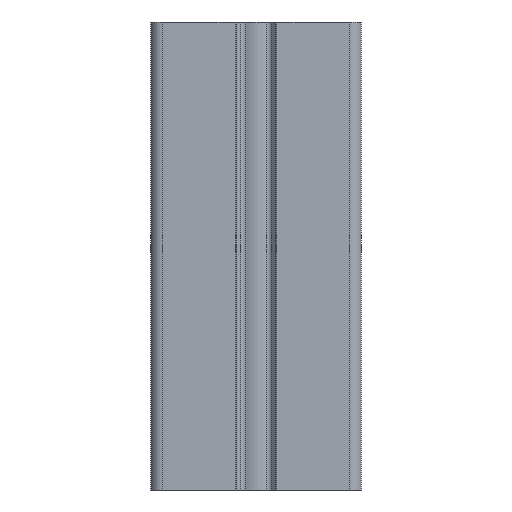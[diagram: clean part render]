
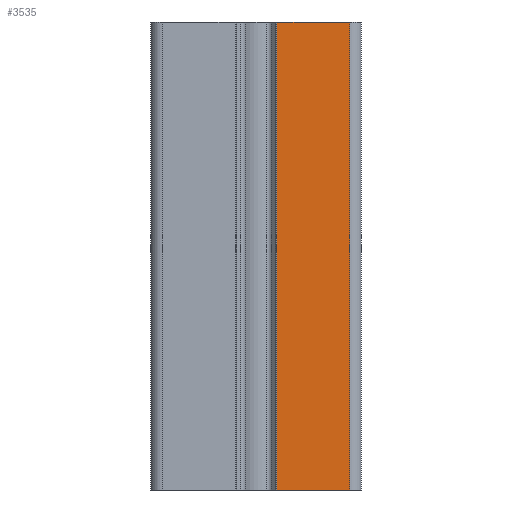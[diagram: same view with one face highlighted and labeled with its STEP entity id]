
A CAD part, front view. The second image highlights one B-rep face of the part: STEP entity #3535.
In plain terms, the highlighted planar face has unit normal (0, -1, 0).
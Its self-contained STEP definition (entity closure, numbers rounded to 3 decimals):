
#508=FACE_OUTER_BOUND('',#688,.T.);
#688=EDGE_LOOP('',(#2900,#2901,#2902,#2903));
#899=LINE('',#5694,#1219);
#1012=LINE('',#6054,#1332);
#1013=LINE('',#6056,#1333);
#1014=LINE('',#6057,#1334);
#1219=VECTOR('',#4617,100.);
#1332=VECTOR('',#4982,15.55);
#1333=VECTOR('',#4983,100.);
#1334=VECTOR('',#4984,15.55);
#1569=VERTEX_POINT('',#5688);
#1571=VERTEX_POINT('',#5692);
#1692=VERTEX_POINT('',#6053);
#1693=VERTEX_POINT('',#6055);
#2029=EDGE_CURVE('',#1569,#1571,#899,.T.);
#2208=EDGE_CURVE('',#1692,#1571,#1012,.T.);
#2209=EDGE_CURVE('',#1692,#1693,#1013,.T.);
#2210=EDGE_CURVE('',#1693,#1569,#1014,.T.);
#2900=ORIENTED_EDGE('',*,*,#2029,.T.);
#2901=ORIENTED_EDGE('',*,*,#2208,.F.);
#2902=ORIENTED_EDGE('',*,*,#2209,.T.);
#2903=ORIENTED_EDGE('',*,*,#2210,.T.);
#3360=PLANE('',#3918);
#3535=ADVANCED_FACE('',(#508),#3360,.T.);
#3918=AXIS2_PLACEMENT_3D('',#6052,#4980,#4981);
#4617=DIRECTION('',(0.,0.,-1.));
#4980=DIRECTION('center_axis',(0.,-1.,0.));
#4981=DIRECTION('ref_axis',(1.,0.,0.));
#4982=DIRECTION('',(-1.,0.,0.));
#4983=DIRECTION('',(0.,0.,1.));
#4984=DIRECTION('',(-1.,0.,0.));
#5688=CARTESIAN_POINT('',(4.45,-22.5,100.));
#5692=CARTESIAN_POINT('',(4.45,-22.5,0.));
#5694=CARTESIAN_POINT('',(4.45,-22.5,0.));
#6052=CARTESIAN_POINT('Origin',(-20.,-22.5,0.));
#6053=CARTESIAN_POINT('',(20.,-22.5,0.));
#6054=CARTESIAN_POINT('',(-10.,-22.5,0.));
#6055=CARTESIAN_POINT('',(20.,-22.5,100.));
#6056=CARTESIAN_POINT('',(20.,-22.5,0.));
#6057=CARTESIAN_POINT('',(-10.,-22.5,100.));
